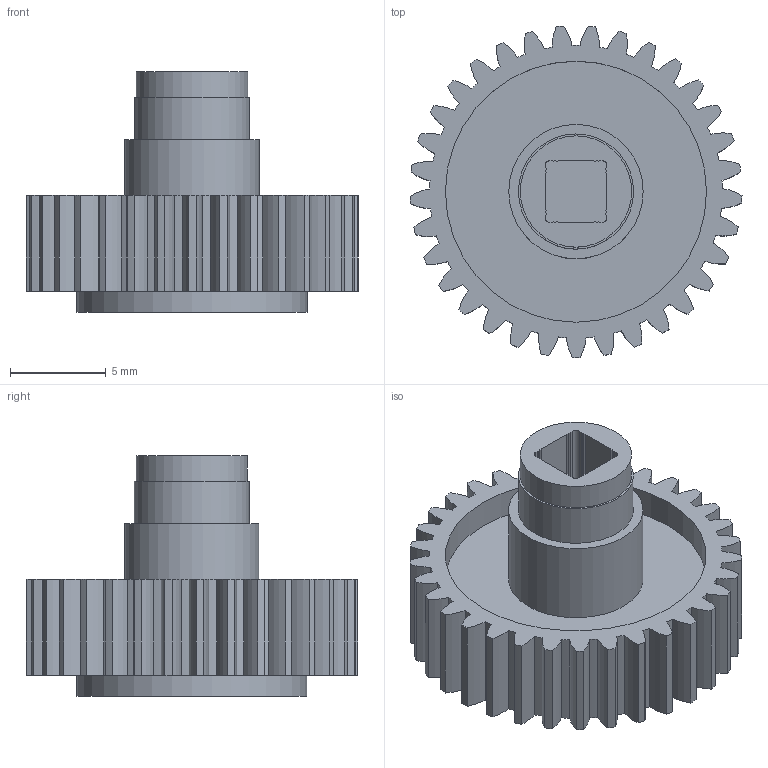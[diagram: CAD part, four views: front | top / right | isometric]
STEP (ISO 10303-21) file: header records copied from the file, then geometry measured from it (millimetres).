
FILE_DESCRIPTION(/* description */ (''),/* implementation_level */ '2;1');
FILE_NAME(/* name */ 'Output Gear.ipt.step',/* time_stamp */ '2020-04-16T23:16:18-04:00',/* author */ ('Jordan'),/* organization */ (''),/* preprocessor_version */ 'ST-DEVELOPER v17',/* originating_system */ 'Autodesk Inventor 2019',/* authorisation */ '');
FILE_SCHEMA (('AUTOMOTIVE_DESIGN { 1 0 10303 214 3 1 1 }'));
Length unit declared in the file: inch
Products named in the file (1): Output Gear
Bounding box: 17.29 x 17.28 x 12.55 mm (x, y, z)
Volume: 821.5 mm3; surface area: 1541.9 mm2
Topology: 1 solids, 1 shells, 239 faces, 697 edges, 471 vertices
Faces by surface type: cylinder 168, plane 71
Full cylindrical faces by diameter (mm): 2 x2, 4.6 x1, 5.8 x1, 6 x1, 7 x1, 10 x1, 12 x1, 13.6 x2
Entity records: 8163 total; most frequent: DIRECTION 1536, CARTESIAN_POINT 1408, ORIENTED_EDGE 1394, EDGE_CURVE 697, AXIS2_PLACEMENT_3D 599, VERTEX_POINT 471, CIRCLE 359, LINE 338
